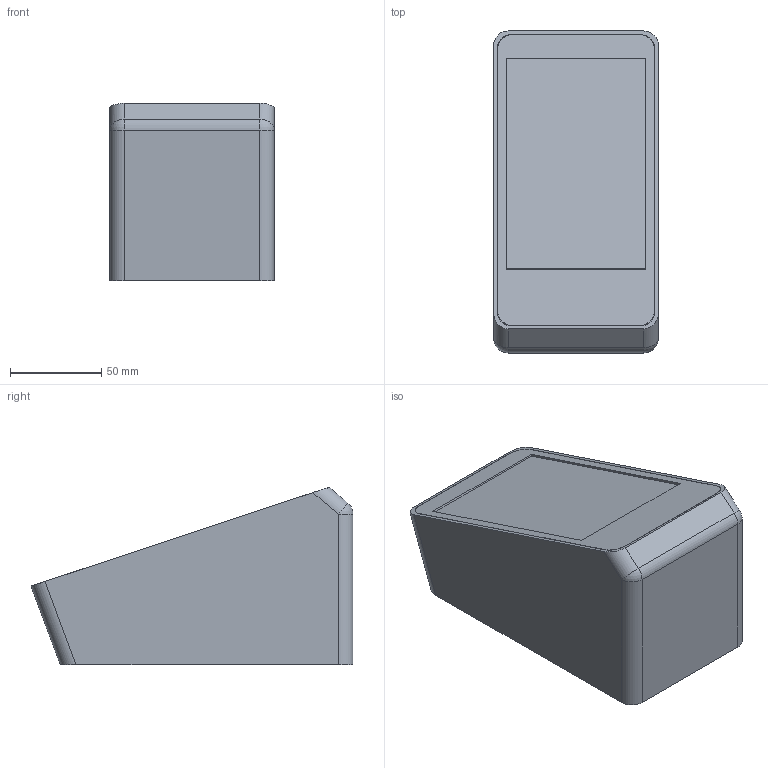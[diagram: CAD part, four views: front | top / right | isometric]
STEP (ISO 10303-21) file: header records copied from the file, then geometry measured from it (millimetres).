
FILE_DESCRIPTION(/* description */ (''),/* implementation_level */ '2;1');
FILE_NAME(/* name */ 'test_fit.stp',/* time_stamp */ '2023-09-04T23:41:46+08:00',/* author */ ('Toby'),/* organization */ (''),/* preprocessor_version */ 'ST-DEVELOPER v18.1',/* originating_system */ 'Autodesk Inventor 2021',/* authorisation */ '');
FILE_SCHEMA (('AUTOMOTIVE_DESIGN { 1 0 10303 214 3 1 1 }'));
Length unit declared in the file: millimetre
Products named in the file (4): test_fit; case; panel-face; display_dummy
Assembly tree (3 placements, depth 2):
  test_fit
    case
    panel-face
    display_dummy
Bounding box: 90 x 176 x 97 mm (x, y, z)
Volume: 177096.2 mm3; surface area: 137762.1 mm2
Topology: 3 solids, 3 shells, 85 faces, 216 edges, 134 vertices
Faces by surface type: plane 45, cylinder 28, sphere 4, bspline 4, cone 4
Full cylindrical faces by diameter (mm): 3 x4
Entity records: 2740 total; most frequent: CARTESIAN_POINT 491, DIRECTION 458, ORIENTED_EDGE 424, EDGE_CURVE 212, AXIS2_PLACEMENT_3D 161, LINE 136, VECTOR 136, VERTEX_POINT 134
